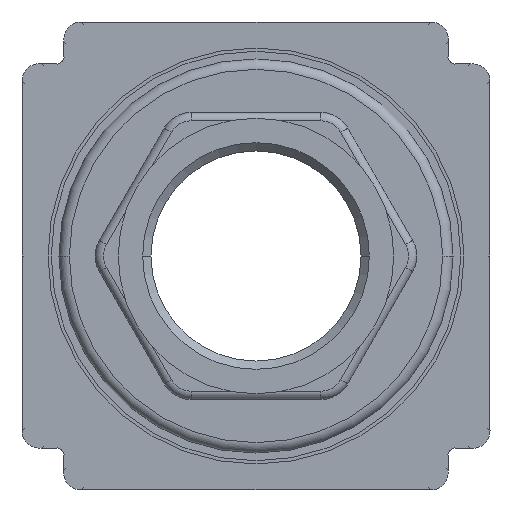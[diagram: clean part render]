
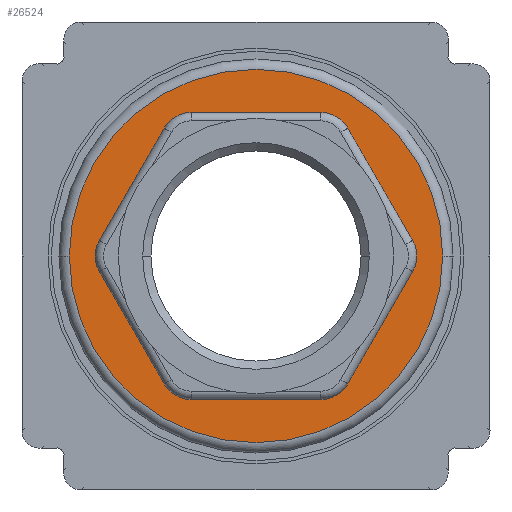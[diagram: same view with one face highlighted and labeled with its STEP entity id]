
A CAD part, front view. The second image highlights one B-rep face of the part: STEP entity #26524.
In plain terms, the highlighted planar face has unit normal (0, -1, 0).
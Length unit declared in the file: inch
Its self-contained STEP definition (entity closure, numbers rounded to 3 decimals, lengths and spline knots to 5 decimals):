
#25025=CARTESIAN_POINT('',(0.,-1.704,0.));
#25026=DIRECTION('',(0.,-1.,0.));
#25027=DIRECTION('',(-1.,0.,0.));
#25028=AXIS2_PLACEMENT_3D('',#25025,#25026,#25027);
#25030=CARTESIAN_POINT('',(0.,-1.704,0.));
#25031=DIRECTION('',(0.,1.,0.));
#25032=DIRECTION('',(-1.,0.,0.));
#25033=AXIS2_PLACEMENT_3D('',#25030,#25031,#25032);
#25035=DIRECTION('',(-1.,0.,0.));
#25036=VECTOR('',#25035,0.62354);
#25037=CARTESIAN_POINT('',(0.31177,-1.704,0.69));
#25038=LINE('',#25037,#25036);
#25039=DIRECTION('',(-0.5,0.,-0.866));
#25040=VECTOR('',#25039,0.62354);
#25041=CARTESIAN_POINT('',(-0.44167,-1.704,0.615));
#25042=LINE('',#25041,#25040);
#25043=DIRECTION('',(0.5,0.,-0.866));
#25044=VECTOR('',#25043,0.62354);
#25045=CARTESIAN_POINT('',(-0.75344,-1.704,-0.075));
#25046=LINE('',#25045,#25044);
#25047=DIRECTION('',(1.,0.,0.));
#25048=VECTOR('',#25047,0.62354);
#25049=CARTESIAN_POINT('',(-0.31177,-1.704,-0.69));
#25050=LINE('',#25049,#25048);
#25051=DIRECTION('',(0.5,0.,0.866));
#25052=VECTOR('',#25051,0.62354);
#25053=CARTESIAN_POINT('',(0.44167,-1.704,-0.615));
#25054=LINE('',#25053,#25052);
#25055=DIRECTION('',(-0.5,0.,0.866));
#25056=VECTOR('',#25055,0.62354);
#25057=CARTESIAN_POINT('',(0.75344,-1.704,0.075));
#25058=LINE('',#25057,#25056);
#25270=CARTESIAN_POINT('',(0.31177,-1.704,0.54));
#25271=DIRECTION('',(0.,1.,0.));
#25272=DIRECTION('',(0.,0.,1.));
#25273=AXIS2_PLACEMENT_3D('',#25270,#25271,#25272);
#25283=CARTESIAN_POINT('',(0.62354,-1.704,0.));
#25284=DIRECTION('',(0.,1.,0.));
#25285=DIRECTION('',(0.866,0.,0.5));
#25286=AXIS2_PLACEMENT_3D('',#25283,#25284,#25285);
#25296=CARTESIAN_POINT('',(0.31177,-1.704,-0.54));
#25297=DIRECTION('',(0.,1.,0.));
#25298=DIRECTION('',(0.866,0.,-0.5));
#25299=AXIS2_PLACEMENT_3D('',#25296,#25297,#25298);
#25309=CARTESIAN_POINT('',(-0.31177,-1.704,-0.54));
#25310=DIRECTION('',(0.,1.,0.));
#25311=DIRECTION('',(0.,0.,-1.));
#25312=AXIS2_PLACEMENT_3D('',#25309,#25310,#25311);
#25322=CARTESIAN_POINT('',(-0.62354,-1.704,0.));
#25323=DIRECTION('',(0.,1.,0.));
#25324=DIRECTION('',(-0.866,0.,-0.5));
#25325=AXIS2_PLACEMENT_3D('',#25322,#25323,#25324);
#25335=CARTESIAN_POINT('',(-0.31177,-1.704,0.54));
#25336=DIRECTION('',(0.,1.,0.));
#25337=DIRECTION('',(-0.866,0.,0.5));
#25338=AXIS2_PLACEMENT_3D('',#25335,#25336,#25337);
#26312=CARTESIAN_POINT('',(-0.8975,-1.704,0.));
#26313=VERTEX_POINT('',#26312);
#26318=CARTESIAN_POINT('',(0.8975,-1.704,0.));
#26319=VERTEX_POINT('',#26318);
#26320=CARTESIAN_POINT('',(0.75344,-1.704,0.075));
#26321=CARTESIAN_POINT('',(0.44167,-1.704,0.615));
#26322=VERTEX_POINT('',#26320);
#26323=VERTEX_POINT('',#26321);
#26324=CARTESIAN_POINT('',(0.31177,-1.704,0.69));
#26325=CARTESIAN_POINT('',(-0.31177,-1.704,0.69));
#26326=VERTEX_POINT('',#26324);
#26327=VERTEX_POINT('',#26325);
#26328=CARTESIAN_POINT('',(-0.44167,-1.704,0.615));
#26329=CARTESIAN_POINT('',(-0.75344,-1.704,0.075));
#26330=VERTEX_POINT('',#26328);
#26331=VERTEX_POINT('',#26329);
#26332=CARTESIAN_POINT('',(-0.75344,-1.704,-0.075));
#26333=CARTESIAN_POINT('',(-0.44167,-1.704,-0.615));
#26334=VERTEX_POINT('',#26332);
#26335=VERTEX_POINT('',#26333);
#26336=CARTESIAN_POINT('',(-0.31177,-1.704,-0.69));
#26337=CARTESIAN_POINT('',(0.31177,-1.704,-0.69));
#26338=VERTEX_POINT('',#26336);
#26339=VERTEX_POINT('',#26337);
#26340=CARTESIAN_POINT('',(0.44167,-1.704,-0.615));
#26341=CARTESIAN_POINT('',(0.75344,-1.704,-0.075));
#26342=VERTEX_POINT('',#26340);
#26343=VERTEX_POINT('',#26341);
#26489=CARTESIAN_POINT('',(0.,-1.704,0.));
#26490=DIRECTION('',(0.,1.,0.));
#26491=DIRECTION('',(1.,0.,0.));
#26492=AXIS2_PLACEMENT_3D('',#26489,#26490,#26491);
#26493=PLANE('',#26492);
#26494=ORIENTED_EDGE('',*,*,#26468,.F.);
#26495=ORIENTED_EDGE('',*,*,#26484,.T.);
#26496=EDGE_LOOP('',(#26494,#26495));
#26497=FACE_OUTER_BOUND('',#26496,.F.);
#26499=ORIENTED_EDGE('',*,*,#26498,.T.);
#26501=ORIENTED_EDGE('',*,*,#26500,.F.);
#26503=ORIENTED_EDGE('',*,*,#26502,.T.);
#26505=ORIENTED_EDGE('',*,*,#26504,.F.);
#26507=ORIENTED_EDGE('',*,*,#26506,.T.);
#26509=ORIENTED_EDGE('',*,*,#26508,.F.);
#26511=ORIENTED_EDGE('',*,*,#26510,.T.);
#26513=ORIENTED_EDGE('',*,*,#26512,.F.);
#26515=ORIENTED_EDGE('',*,*,#26514,.T.);
#26517=ORIENTED_EDGE('',*,*,#26516,.F.);
#26519=ORIENTED_EDGE('',*,*,#26518,.T.);
#26521=ORIENTED_EDGE('',*,*,#26520,.F.);
#26522=EDGE_LOOP('',(#26499,#26501,#26503,#26505,#26507,#26509,#26511,#26513,
#26515,#26517,#26519,#26521));
#26523=FACE_BOUND('',#26522,.F.);
#26524=ADVANCED_FACE('',(#26497,#26523),#26493,.F.);
#25029=CIRCLE('',#25028,0.8975);
#25034=CIRCLE('',#25033,0.8975);
#25274=CIRCLE('',#25273,0.15);
#25287=CIRCLE('',#25286,0.15);
#25300=CIRCLE('',#25299,0.15);
#25313=CIRCLE('',#25312,0.15);
#25326=CIRCLE('',#25325,0.15);
#25339=CIRCLE('',#25338,0.15);
#26468=EDGE_CURVE('',#26313,#26319,#25029,.T.);
#26484=EDGE_CURVE('',#26313,#26319,#25034,.T.);
#26498=EDGE_CURVE('',#26326,#26327,#25038,.T.);
#26500=EDGE_CURVE('',#26330,#26327,#25339,.T.);
#26502=EDGE_CURVE('',#26330,#26331,#25042,.T.);
#26504=EDGE_CURVE('',#26334,#26331,#25326,.T.);
#26506=EDGE_CURVE('',#26334,#26335,#25046,.T.);
#26508=EDGE_CURVE('',#26338,#26335,#25313,.T.);
#26510=EDGE_CURVE('',#26338,#26339,#25050,.T.);
#26512=EDGE_CURVE('',#26342,#26339,#25300,.T.);
#26514=EDGE_CURVE('',#26342,#26343,#25054,.T.);
#26516=EDGE_CURVE('',#26322,#26343,#25287,.T.);
#26518=EDGE_CURVE('',#26322,#26323,#25058,.T.);
#26520=EDGE_CURVE('',#26326,#26323,#25274,.T.);
